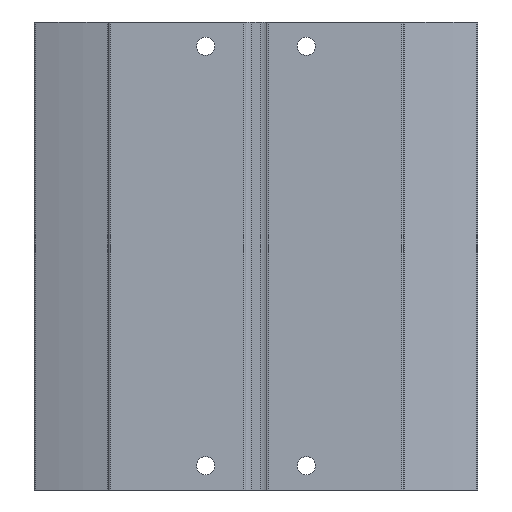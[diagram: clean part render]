
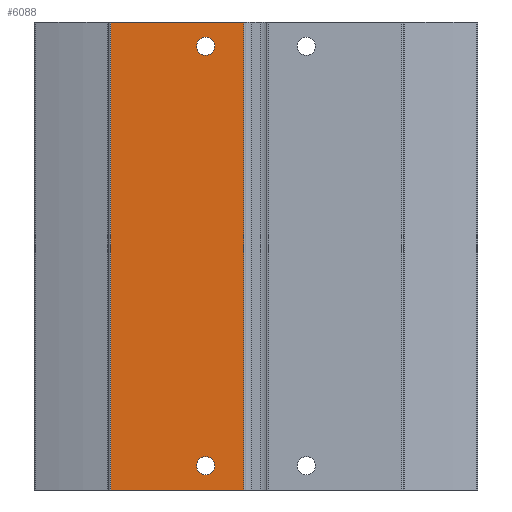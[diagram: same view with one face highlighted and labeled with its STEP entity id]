
A CAD part, front view. The second image highlights one B-rep face of the part: STEP entity #6088.
In plain terms, the highlighted planar face has unit normal (0, -1, 0).
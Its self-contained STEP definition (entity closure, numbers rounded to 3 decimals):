
#237=PLANE('',#6580);
#464=CIRCLE('',#6581,2.25);
#465=CIRCLE('',#6582,2.25);
#870=ORIENTED_EDGE('',*,*,#2454,.F.);
#871=ORIENTED_EDGE('',*,*,#2455,.F.);
#872=ORIENTED_EDGE('',*,*,#2456,.F.);
#873=ORIENTED_EDGE('',*,*,#2453,.F.);
#874=ORIENTED_EDGE('',*,*,#2457,.T.);
#875=ORIENTED_EDGE('',*,*,#2458,.T.);
#2453=EDGE_CURVE('',#3242,#3241,#3810,.T.);
#2454=EDGE_CURVE('',#3243,#3243,#464,.T.);
#2455=EDGE_CURVE('',#3244,#3244,#465,.T.);
#2456=EDGE_CURVE('',#3241,#3245,#3811,.T.);
#2457=EDGE_CURVE('',#3242,#3246,#3812,.T.);
#2458=EDGE_CURVE('',#3246,#3245,#3813,.T.);
#3241=VERTEX_POINT('',#9581);
#3242=VERTEX_POINT('',#9583);
#3243=VERTEX_POINT('',#9587);
#3244=VERTEX_POINT('',#9589);
#3245=VERTEX_POINT('',#9591);
#3246=VERTEX_POINT('',#9593);
#3810=LINE('',#9584,#4253);
#3811=LINE('',#9590,#4254);
#3812=LINE('',#9592,#4255);
#3813=LINE('',#9594,#4256);
#4253=VECTOR('',#7380,1000.);
#4254=VECTOR('',#7387,1000.);
#4255=VECTOR('',#7388,1000.);
#4256=VECTOR('',#7389,1000.);
#4706=EDGE_LOOP('',(#870));
#4707=EDGE_LOOP('',(#871));
#4708=EDGE_LOOP('',(#872,#873,#874,#875));
#5351=FACE_BOUND('',#4706,.T.);
#5352=FACE_BOUND('',#4707,.T.);
#5353=FACE_BOUND('',#4708,.T.);
#6088=ADVANCED_FACE('',(#5351,#5352,#5353),#237,.T.);
#6580=AXIS2_PLACEMENT_3D('',#9585,#7381,#7382);
#6581=AXIS2_PLACEMENT_3D('',#9586,#7383,#7384);
#6582=AXIS2_PLACEMENT_3D('',#9588,#7385,#7386);
#7380=DIRECTION('',(0.,0.,1.));
#7381=DIRECTION('',(0.,-1.,0.));
#7382=DIRECTION('',(0.,0.,-1.));
#7383=DIRECTION('',(0.,-1.,0.));
#7384=DIRECTION('',(0.,0.,-1.));
#7385=DIRECTION('',(0.,-1.,0.));
#7386=DIRECTION('',(0.,0.,-1.));
#7387=DIRECTION('',(1.,0.,0.));
#7388=DIRECTION('',(1.,0.,0.));
#7389=DIRECTION('',(0.,0.,1.));
#9581=CARTESIAN_POINT('',(-36.,0.,0.));
#9583=CARTESIAN_POINT('',(-36.,0.,-116.));
#9584=CARTESIAN_POINT('',(-36.,0.,-116.));
#9585=CARTESIAN_POINT('',(-36.,0.,-116.));
#9586=CARTESIAN_POINT('',(-12.5,0.,-110.));
#9587=CARTESIAN_POINT('',(-12.5,0.,-112.25));
#9588=CARTESIAN_POINT('',(-12.5,0.,-6.));
#9589=CARTESIAN_POINT('',(-12.5,0.,-8.25));
#9590=CARTESIAN_POINT('',(-36.,0.,0.));
#9591=CARTESIAN_POINT('',(-3.,0.,0.));
#9592=CARTESIAN_POINT('',(-36.,0.,-116.));
#9593=CARTESIAN_POINT('',(-3.,0.,-116.));
#9594=CARTESIAN_POINT('',(-3.,0.,-116.));
